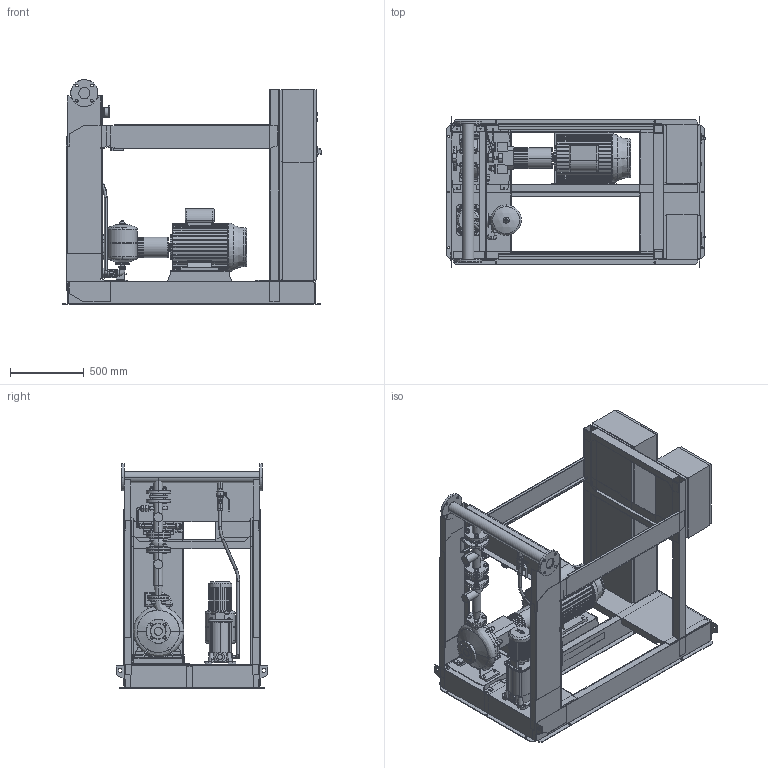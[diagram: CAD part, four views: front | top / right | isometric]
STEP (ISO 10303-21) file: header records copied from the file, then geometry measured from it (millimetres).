
FILE_DESCRIPTION((''),'2;1');
FILE_NAME('3d_Sifire-EN-32_250-225-18.5_1.1EJ-4183724.stp','2015-05-25T14:13:47',(''),(''),'Mechanical Desktop 2009','Mechanical Desktop 2009',', , ');
FILE_SCHEMA(('CONFIG_CONTROL_DESIGN'));
Length unit declared in the file: millimetre
Products named in the file (1): Product
Bounding box: 1754.5 x 1026 x 1527.5 mm (x, y, z)
Volume: 283362577.9 mm3; surface area: 22219740.6 mm2
Topology: 138 solids, 138 shells, 3570 faces, 8767 edges, 5596 vertices
Faces by surface type: plane 1421, bspline 996, cylinder 753, cone 272, torus 98, sphere 30
Entity records: 116033 total; most frequent: CARTESIAN_POINT 35587, ORIENTED_EDGE 17482, DIRECTION 15335, EDGE_CURVE 8741, VERTEX_POINT 5595, AXIS2_PLACEMENT_3D 5146, VECTOR 5043, LINE 5043
